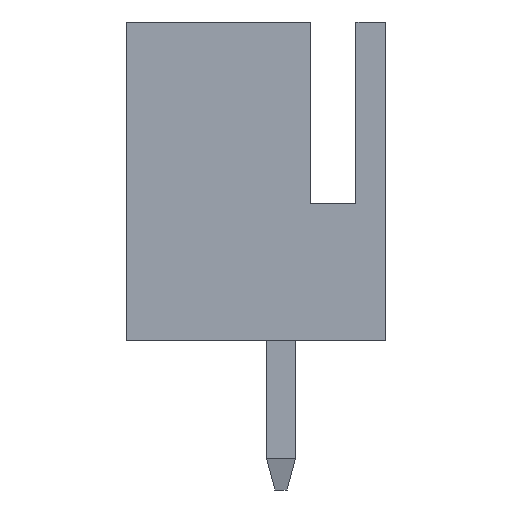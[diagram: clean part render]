
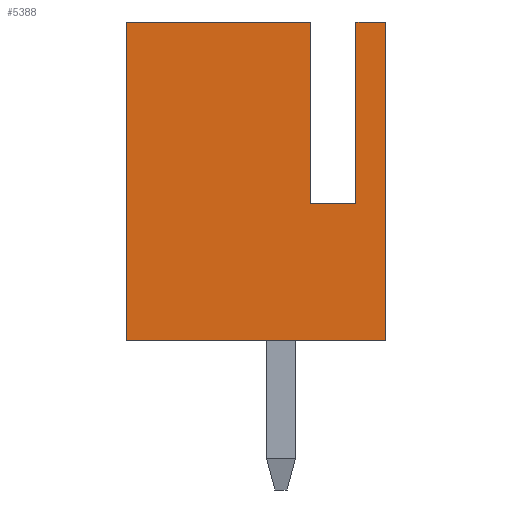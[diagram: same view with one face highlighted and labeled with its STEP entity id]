
A CAD part, left-side view. The second image highlights one B-rep face of the part: STEP entity #5388.
In plain terms, the highlighted planar face has unit normal (-1, 0, 0).
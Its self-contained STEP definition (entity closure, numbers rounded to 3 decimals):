
#13 = LINE ( 'NONE', #2928, #10669 ) ;
#615 = CARTESIAN_POINT ( 'NONE',  ( -13.8, 0.65, 7. ) ) ;
#871 = LINE ( 'NONE', #3840, #5913 ) ;
#1043 = CARTESIAN_POINT ( 'NONE',  ( -13.8, 5.7, 7. ) ) ;
#1212 = EDGE_CURVE ( 'NONE', #7965, #8549, #13, .T. ) ;
#1692 = ORIENTED_EDGE ( 'NONE', *, *, #11435, .F. ) ;
#1701 = EDGE_CURVE ( 'NONE', #10810, #5280, #7552, .T. ) ;
#1963 = LINE ( 'NONE', #11104, #9998 ) ;
#2040 = CARTESIAN_POINT ( 'NONE',  ( -13.8, 0., 7. ) ) ;
#2063 = DIRECTION ( 'NONE',  ( 0., 0., 1. ) ) ;
#2302 = VECTOR ( 'NONE', #10876, 1000. ) ;
#2464 = CARTESIAN_POINT ( 'NONE',  ( -13.8, 5.7, 0. ) ) ;
#2831 = ORIENTED_EDGE ( 'NONE', *, *, #7973, .F. ) ;
#2928 = CARTESIAN_POINT ( 'NONE',  ( -13.8, 5.7, 3. ) ) ;
#3402 = ORIENTED_EDGE ( 'NONE', *, *, #1212, .T. ) ;
#3651 = LINE ( 'NONE', #5563, #2302 ) ;
#3719 = VERTEX_POINT ( 'NONE', #4333 ) ;
#3840 = CARTESIAN_POINT ( 'NONE',  ( -13.8, 1.65, 7. ) ) ;
#3881 = DIRECTION ( 'NONE',  ( 0., 0., -1. ) ) ;
#4029 = VECTOR ( 'NONE', #5576, 1000. ) ;
#4089 = EDGE_CURVE ( 'NONE', #9650, #8402, #1963, .T. ) ;
#4131 = CARTESIAN_POINT ( 'NONE',  ( -13.8, 0., 0. ) ) ;
#4333 = CARTESIAN_POINT ( 'NONE',  ( -13.8, 1.65, 7. ) ) ;
#4545 = CARTESIAN_POINT ( 'NONE',  ( -13.8, 5.7, 7. ) ) ;
#4572 = DIRECTION ( 'NONE',  ( 0., 0., -1. ) ) ;
#4657 = DIRECTION ( 'NONE',  ( 1., 0., 0. ) ) ;
#4721 = DIRECTION ( 'NONE',  ( 0., -1., 0. ) ) ;
#5280 = VERTEX_POINT ( 'NONE', #4131 ) ;
#5294 = CARTESIAN_POINT ( 'NONE',  ( -13.8, 1.65, 3. ) ) ;
#5388 = ADVANCED_FACE ( 'NONE', ( #11787 ), #8926, .F. ) ;
#5563 = CARTESIAN_POINT ( 'NONE',  ( -13.8, 5.7, 7. ) ) ;
#5576 = DIRECTION ( 'NONE',  ( 0., 0., -1. ) ) ;
#5913 = VECTOR ( 'NONE', #4572, 1000. ) ;
#6156 = ORIENTED_EDGE ( 'NONE', *, *, #7415, .T. ) ;
#6556 = CARTESIAN_POINT ( 'NONE',  ( -13.8, 0.65, 7. ) ) ;
#6659 = DIRECTION ( 'NONE',  ( 0., 1., 0. ) ) ;
#7006 = EDGE_CURVE ( 'NONE', #3719, #8549, #871, .T. ) ;
#7372 = AXIS2_PLACEMENT_3D ( 'NONE', #4545, #4657, #8307 ) ;
#7415 = EDGE_CURVE ( 'NONE', #8402, #5280, #10115, .T. ) ;
#7552 = LINE ( 'NONE', #11200, #4029 ) ;
#7965 = VERTEX_POINT ( 'NONE', #11084 ) ;
#7973 = EDGE_CURVE ( 'NONE', #7965, #10061, #8480, .T. ) ;
#8307 = DIRECTION ( 'NONE',  ( 0., 0., -1. ) ) ;
#8402 = VERTEX_POINT ( 'NONE', #2464 ) ;
#8480 = LINE ( 'NONE', #6556, #11483 ) ;
#8549 = VERTEX_POINT ( 'NONE', #5294 ) ;
#8594 = EDGE_LOOP ( 'NONE', ( #2831, #3402, #9004, #10911, #8843, #6156, #10845, #1692 ) ) ;
#8843 = ORIENTED_EDGE ( 'NONE', *, *, #4089, .T. ) ;
#8926 = PLANE ( 'NONE',  #7372 ) ;
#9004 = ORIENTED_EDGE ( 'NONE', *, *, #7006, .F. ) ;
#9128 = DIRECTION ( 'NONE',  ( 0., -1., 0. ) ) ;
#9650 = VERTEX_POINT ( 'NONE', #11691 ) ;
#9998 = VECTOR ( 'NONE', #3881, 1000. ) ;
#10061 = VERTEX_POINT ( 'NONE', #615 ) ;
#10115 = LINE ( 'NONE', #11068, #10456 ) ;
#10154 = LINE ( 'NONE', #1043, #11597 ) ;
#10456 = VECTOR ( 'NONE', #9128, 1000. ) ;
#10669 = VECTOR ( 'NONE', #6659, 1000. ) ;
#10810 = VERTEX_POINT ( 'NONE', #2040 ) ;
#10845 = ORIENTED_EDGE ( 'NONE', *, *, #1701, .F. ) ;
#10876 = DIRECTION ( 'NONE',  ( 0., -1., 0. ) ) ;
#10911 = ORIENTED_EDGE ( 'NONE', *, *, #11045, .F. ) ;
#11045 = EDGE_CURVE ( 'NONE', #9650, #3719, #10154, .T. ) ;
#11068 = CARTESIAN_POINT ( 'NONE',  ( -13.8, 5.7, 0. ) ) ;
#11084 = CARTESIAN_POINT ( 'NONE',  ( -13.8, 0.65, 3. ) ) ;
#11104 = CARTESIAN_POINT ( 'NONE',  ( -13.8, 5.7, 7. ) ) ;
#11200 = CARTESIAN_POINT ( 'NONE',  ( -13.8, 0., 7. ) ) ;
#11435 = EDGE_CURVE ( 'NONE', #10061, #10810, #3651, .T. ) ;
#11483 = VECTOR ( 'NONE', #2063, 1000. ) ;
#11597 = VECTOR ( 'NONE', #4721, 1000. ) ;
#11691 = CARTESIAN_POINT ( 'NONE',  ( -13.8, 5.7, 7. ) ) ;
#11787 = FACE_OUTER_BOUND ( 'NONE', #8594, .T. ) ;
